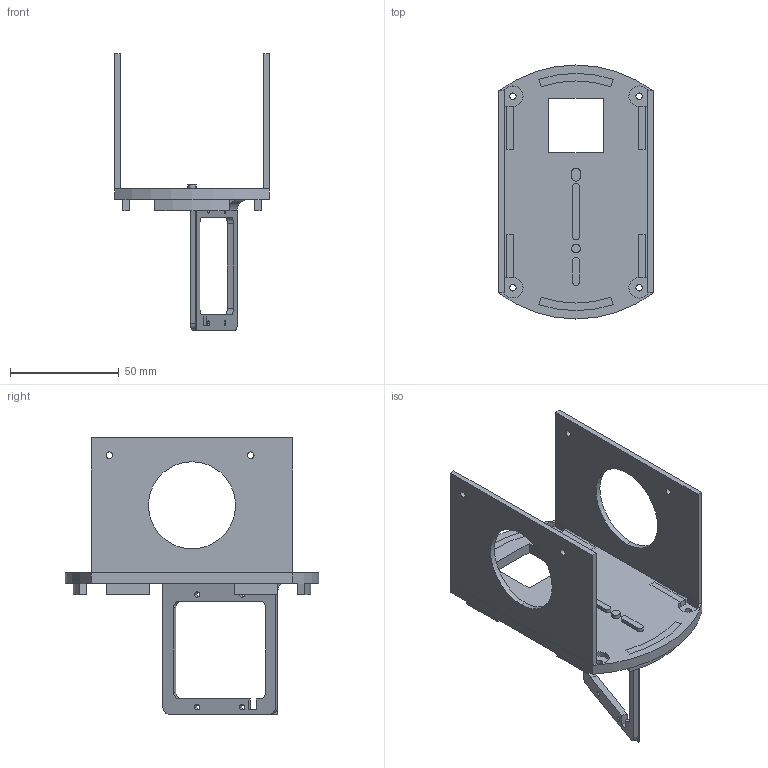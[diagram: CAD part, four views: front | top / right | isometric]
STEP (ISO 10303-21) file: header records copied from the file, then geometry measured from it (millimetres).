
FILE_DESCRIPTION (( 'STEP AP214' ), '1' );
FILE_NAME ('半球无壳.STEP', '2024-09-21T11:34:09', ( '' ), ( '' ), 'SwSTEP 2.0', 'SolidWorks 2020', '' );
FILE_SCHEMA (( 'AUTOMOTIVE_DESIGN' ));
Length unit declared in the file: millimetre
Products named in the file (1): 半球无壳
Bounding box: 71 x 116.69 x 127 mm (x, y, z)
Volume: 63732.3 mm3; surface area: 45491.1 mm2
Topology: 9 solids, 9 shells, 179 faces, 460 edges, 304 vertices
Faces by surface type: plane 118, cylinder 61
Entity records: 5625 total; most frequent: CARTESIAN_POINT 947, DIRECTION 940, ORIENTED_EDGE 920, EDGE_CURVE 460, VECTOR 338, LINE 338, VERTEX_POINT 304, AXIS2_PLACEMENT_3D 301
